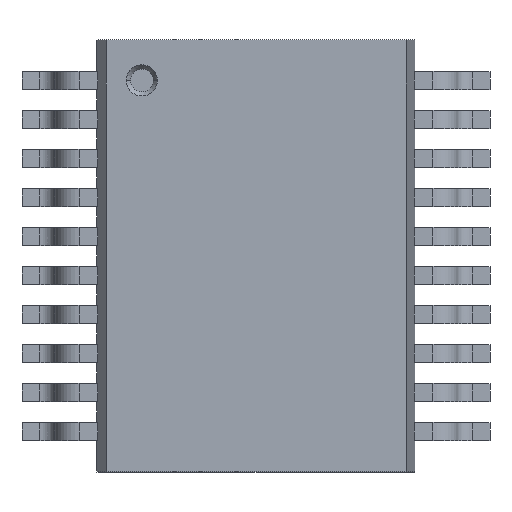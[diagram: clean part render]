
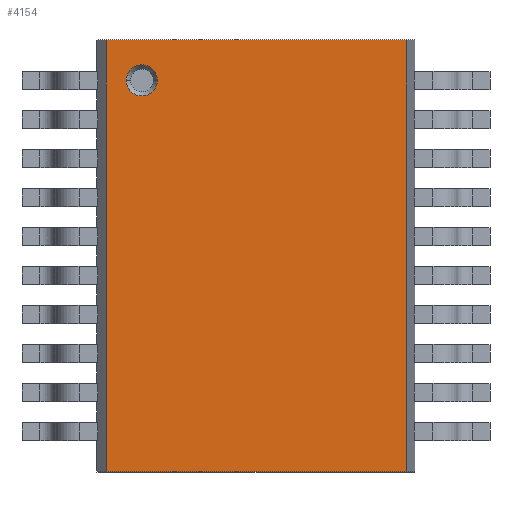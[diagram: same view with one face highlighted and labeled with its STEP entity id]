
A CAD part, top view. The second image highlights one B-rep face of the part: STEP entity #4154.
In plain terms, the highlighted planar face has unit normal (0, 0, 1).
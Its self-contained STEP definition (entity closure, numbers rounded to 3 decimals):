
#3707 = EDGE_CURVE ( 'NONE', #3711, #3709, #10918, .T. ) ;
#3709 = VERTEX_POINT ( 'NONE', #10914 ) ;
#3711 = VERTEX_POINT ( 'NONE', #10913 ) ;
#3835 = VERTEX_POINT ( 'NONE', #11164 ) ;
#3849 = EDGE_CURVE ( 'NONE', #3867, #3835, #11200, .T. ) ;
#3867 = VERTEX_POINT ( 'NONE', #11256 ) ;
#4070 = ORIENTED_EDGE ( 'NONE', *, *, #4160, .T. ) ;
#4072 = ORIENTED_EDGE ( 'NONE', *, *, #4156, .T. ) ;
#4075 = ORIENTED_EDGE ( 'NONE', *, *, #3707, .F. ) ;
#4090 = EDGE_CURVE ( 'NONE', #4093, #4091, #11629, .T. ) ;
#4091 = VERTEX_POINT ( 'NONE', #11685 ) ;
#4093 = VERTEX_POINT ( 'NONE', #11684 ) ;
#4150 = ORIENTED_EDGE ( 'NONE', *, *, #4151, .F. ) ;
#4151 = EDGE_CURVE ( 'NONE', #3835, #3867, #11788, .T. ) ;
#4154 = ADVANCED_FACE ( 'NONE', ( #11783, #11782 ), #11825, .F. ) ;
#4155 = EDGE_LOOP ( 'NONE', ( #4150, #4165 ) ) ;
#4156 = EDGE_CURVE ( 'NONE', #3711, #4093, #11826, .T. ) ;
#4160 = EDGE_CURVE ( 'NONE', #4091, #3709, #11857, .T. ) ;
#4165 = ORIENTED_EDGE ( 'NONE', *, *, #3849, .F. ) ;
#4166 = EDGE_LOOP ( 'NONE', ( #4167, #4070, #4075, #4072 ) ) ;
#4167 = ORIENTED_EDGE ( 'NONE', *, *, #4090, .T. ) ;
#10913 = CARTESIAN_POINT ( 'NONE',  ( 2.5, 3.6, 2.1 ) ) ;
#10914 = CARTESIAN_POINT ( 'NONE',  ( 2.5, -3.6, 2.1 ) ) ;
#10915 = DIRECTION ( 'NONE',  ( 0., -1., 0. ) ) ;
#10916 = VECTOR ( 'NONE', #10915, 1000. ) ;
#10917 = CARTESIAN_POINT ( 'NONE',  ( 2.5, 3.601, 2.1 ) ) ;
#10918 = LINE ( 'NONE', #10917, #10916 ) ;
#11144 = CARTESIAN_POINT ( 'NONE',  ( -1.902, 2.925, 2.1 ) ) ;
#11164 = CARTESIAN_POINT ( 'NONE',  ( -1.642, 2.925, 2.1 ) ) ;
#11197 = DIRECTION ( 'NONE',  ( 1., 0., 0. ) ) ;
#11198 = DIRECTION ( 'NONE',  ( 0., 0., 1. ) ) ;
#11199 = AXIS2_PLACEMENT_3D ( 'NONE', #11144, #11198, #11197 ) ;
#11200 = CIRCLE ( 'NONE', #11199, 0.26 ) ;
#11256 = CARTESIAN_POINT ( 'NONE',  ( -2.162, 2.925, 2.1 ) ) ;
#11626 = DIRECTION ( 'NONE',  ( 0., -1., 0. ) ) ;
#11627 = VECTOR ( 'NONE', #11626, 1000. ) ;
#11628 = CARTESIAN_POINT ( 'NONE',  ( -2.5, 3.601, 2.1 ) ) ;
#11629 = LINE ( 'NONE', #11628, #11627 ) ;
#11684 = CARTESIAN_POINT ( 'NONE',  ( -2.5, 3.6, 2.1 ) ) ;
#11685 = CARTESIAN_POINT ( 'NONE',  ( -2.5, -3.6, 2.1 ) ) ;
#11782 = FACE_OUTER_BOUND ( 'NONE', #4166, .T. ) ;
#11783 = FACE_BOUND ( 'NONE', #4155, .T. ) ;
#11784 = DIRECTION ( 'NONE',  ( 1., 0., 0. ) ) ;
#11785 = DIRECTION ( 'NONE',  ( 0., 0., 1. ) ) ;
#11786 = CARTESIAN_POINT ( 'NONE',  ( -1.902, 2.925, 2.1 ) ) ;
#11787 = AXIS2_PLACEMENT_3D ( 'NONE', #11786, #11785, #11784 ) ;
#11788 = CIRCLE ( 'NONE', #11787, 0.26 ) ;
#11818 = DIRECTION ( 'NONE',  ( -1., 0., 0. ) ) ;
#11819 = VECTOR ( 'NONE', #11818, 1000. ) ;
#11820 = CARTESIAN_POINT ( 'NONE',  ( -2.65, 3.6, 2.1 ) ) ;
#11821 = DIRECTION ( 'NONE',  ( -1., 0., 0. ) ) ;
#11822 = DIRECTION ( 'NONE',  ( 0., 0., -1. ) ) ;
#11823 = CARTESIAN_POINT ( 'NONE',  ( 2.65, 3.6, 2.1 ) ) ;
#11824 = AXIS2_PLACEMENT_3D ( 'NONE', #11823, #11822, #11821 ) ;
#11825 = PLANE ( 'NONE',  #11824 ) ;
#11826 = LINE ( 'NONE', #11820, #11819 ) ;
#11851 = DIRECTION ( 'NONE',  ( 1., 0., 0. ) ) ;
#11852 = VECTOR ( 'NONE', #11851, 1000. ) ;
#11853 = CARTESIAN_POINT ( 'NONE',  ( -2.65, -3.6, 2.1 ) ) ;
#11857 = LINE ( 'NONE', #11853, #11852 ) ;
